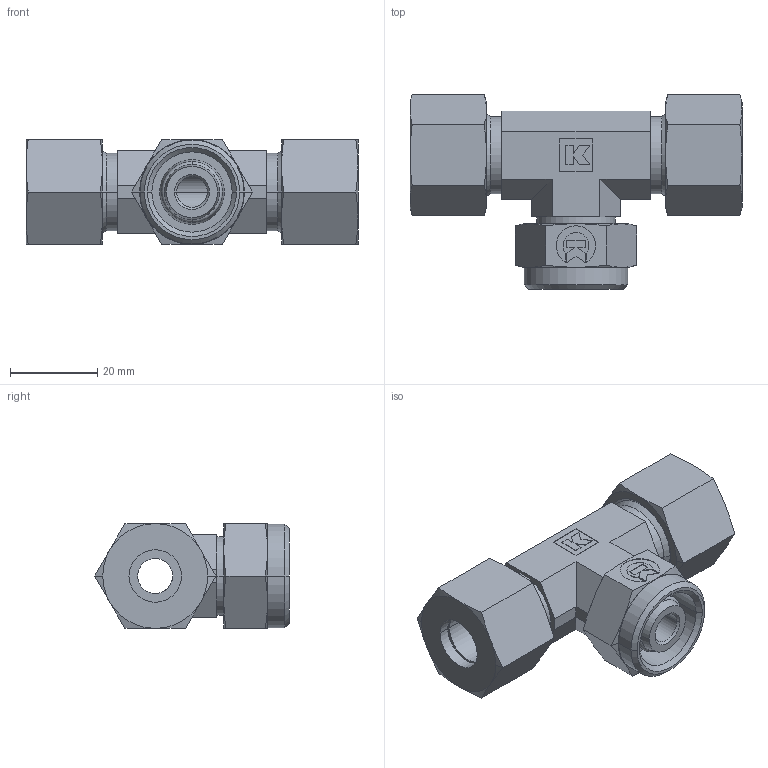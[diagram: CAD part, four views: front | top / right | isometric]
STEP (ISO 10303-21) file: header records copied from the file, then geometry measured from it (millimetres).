
FILE_DESCRIPTION( ( '' ), '1' );
FILE_NAME( '3866122012.stp', '2012-08-13T08:59:02', ( '' ), ( '' ), ' ', ' ', ' ' );
FILE_SCHEMA( ( 'CONFIG_CONTROL_DESIGN' ) );
Length unit declared in the file: millimetre
Products named in the file (5): 1; 2; 3; 4; 5
Bounding box: 76 x 44.56 x 24 mm (x, y, z)
Volume: 30746.9 mm3; surface area: 17231.8 mm2
Topology: 5 solids, 5 shells, 265 faces, 608 edges, 371 vertices
Faces by surface type: plane 121, cone 92, cylinder 46, torus 6
Entity records: 7605 total; most frequent: CARTESIAN_POINT 1460, DIRECTION 1267, ORIENTED_EDGE 1216, EDGE_CURVE 608, AXIS2_PLACEMENT_3D 464, VERTEX_POINT 371, LINE 339, VECTOR 339
